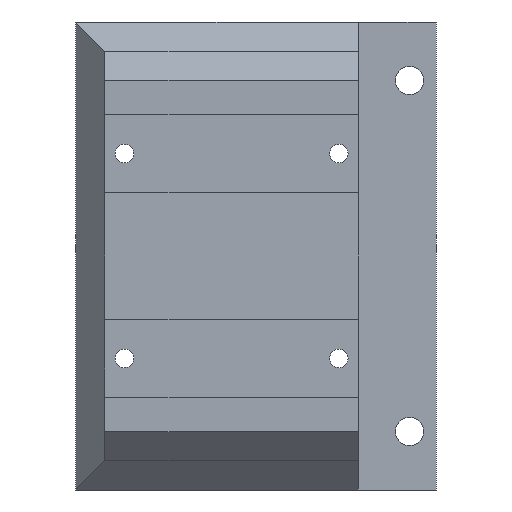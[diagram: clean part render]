
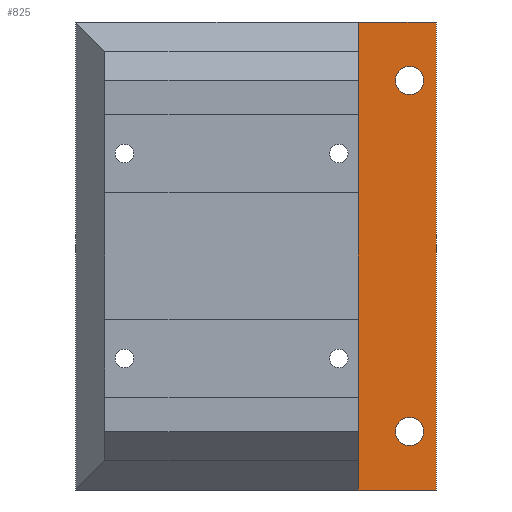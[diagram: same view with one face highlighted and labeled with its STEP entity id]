
A CAD part, left-side view. The second image highlights one B-rep face of the part: STEP entity #825.
In plain terms, the highlighted planar face has unit normal (-1, 0, 0).
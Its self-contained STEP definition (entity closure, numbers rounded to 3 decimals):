
#31=FACE_BOUND('',#146,.T.);
#32=FACE_BOUND('',#147,.T.);
#51=CIRCLE('',#892,1.45);
#52=CIRCLE('',#893,1.45);
#93=FACE_OUTER_BOUND('',#145,.T.);
#145=EDGE_LOOP('',(#635,#636,#637,#638));
#146=EDGE_LOOP('',(#639));
#147=EDGE_LOOP('',(#640));
#217=LINE('',#1238,#301);
#233=LINE('',#1269,#317);
#249=LINE('',#1305,#333);
#253=LINE('',#1312,#337);
#301=VECTOR('',#985,10.);
#317=VECTOR('',#1007,10.);
#333=VECTOR('',#1039,10.);
#337=VECTOR('',#1045,10.);
#381=VERTEX_POINT('',#1235);
#382=VERTEX_POINT('',#1237);
#394=VERTEX_POINT('',#1268);
#406=VERTEX_POINT('',#1304);
#409=VERTEX_POINT('',#1315);
#410=VERTEX_POINT('',#1317);
#457=EDGE_CURVE('',#381,#382,#217,.T.);
#473=EDGE_CURVE('',#394,#381,#233,.T.);
#491=EDGE_CURVE('',#382,#406,#249,.T.);
#495=EDGE_CURVE('',#406,#394,#253,.T.);
#497=EDGE_CURVE('',#409,#409,#51,.T.);
#498=EDGE_CURVE('',#410,#410,#52,.T.);
#635=ORIENTED_EDGE('',*,*,#495,.F.);
#636=ORIENTED_EDGE('',*,*,#491,.F.);
#637=ORIENTED_EDGE('',*,*,#457,.F.);
#638=ORIENTED_EDGE('',*,*,#473,.F.);
#639=ORIENTED_EDGE('',*,*,#497,.F.);
#640=ORIENTED_EDGE('',*,*,#498,.F.);
#789=PLANE('',#891);
#825=ADVANCED_FACE('',(#93,#31,#32),#789,.T.);
#891=AXIS2_PLACEMENT_3D('',#1314,#1047,#1048);
#892=AXIS2_PLACEMENT_3D('',#1316,#1049,#1050);
#893=AXIS2_PLACEMENT_3D('',#1318,#1051,#1052);
#985=DIRECTION('',(0.,0.,1.));
#1007=DIRECTION('',(0.,1.,0.));
#1039=DIRECTION('',(0.,-1.,0.));
#1045=DIRECTION('',(0.,0.,-1.));
#1047=DIRECTION('center_axis',(-1.,0.,0.));
#1048=DIRECTION('ref_axis',(0.,1.,0.));
#1049=DIRECTION('center_axis',(-1.,0.,0.));
#1050=DIRECTION('ref_axis',(0.,1.,0.));
#1051=DIRECTION('center_axis',(-1.,0.,0.));
#1052=DIRECTION('ref_axis',(0.,1.,0.));
#1235=CARTESIAN_POINT('',(-106.45,72.025,-36.));
#1237=CARTESIAN_POINT('',(-106.45,72.025,12.));
#1238=CARTESIAN_POINT('',(-106.45,72.025,14.));
#1268=CARTESIAN_POINT('',(-106.45,64.025,-36.));
#1269=CARTESIAN_POINT('',(-106.45,89.025,-36.));
#1304=CARTESIAN_POINT('',(-106.45,64.025,12.));
#1305=CARTESIAN_POINT('',(-106.45,51.608,12.));
#1312=CARTESIAN_POINT('',(-106.45,64.025,-22.5));
#1314=CARTESIAN_POINT('Origin',(-106.45,80.9,-25.75));
#1315=CARTESIAN_POINT('',(-106.45,65.325,6.));
#1316=CARTESIAN_POINT('Origin',(-106.45,66.775,6.));
#1317=CARTESIAN_POINT('',(-106.45,65.325,-30.));
#1318=CARTESIAN_POINT('Origin',(-106.45,66.775,-30.));
